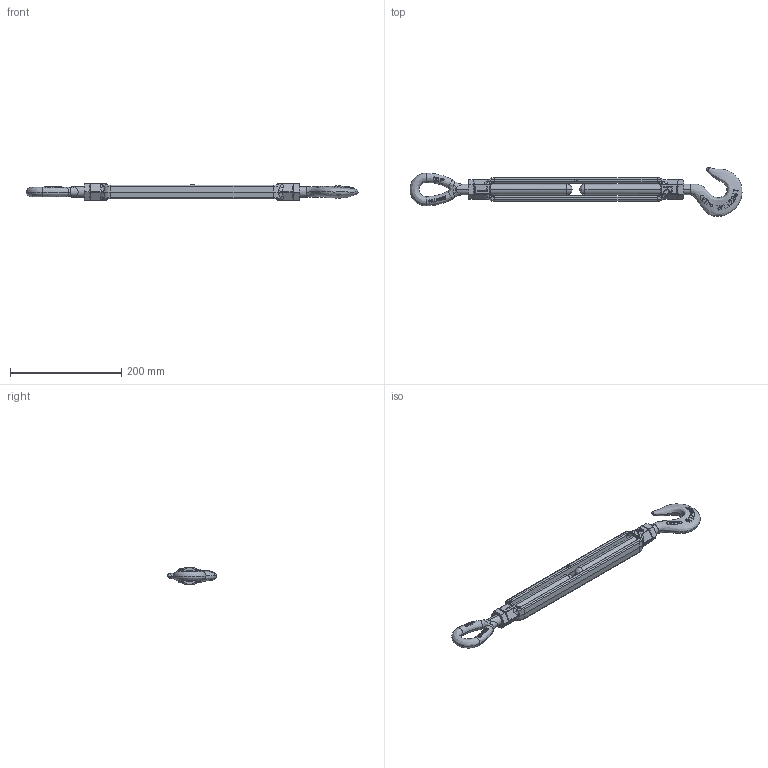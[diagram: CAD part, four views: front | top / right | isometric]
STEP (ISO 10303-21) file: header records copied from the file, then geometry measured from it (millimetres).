
FILE_DESCRIPTION(('STEP AP203'),'1');
FILE_NAME('SSGPHO1912.stp','2014-03-28T16:29:40',('TraceParts'),('TraceParts S.A.'),'XStep 1.0',' ',' ');
FILE_SCHEMA(('CONFIG_CONTROL_DESIGN'));
Length unit declared in the file: millimetre
Products named in the file (8): 1; 2; 3; 4; 5; 6; 7; 8
Bounding box: 597.54 x 87.99 x 32 mm (x, y, z)
Volume: 396385.8 mm3; surface area: 103606.7 mm2
Topology: 8 solids, 8 shells, 673 faces, 1740 edges, 1102 vertices
Faces by surface type: plane 263, bspline 251, cylinder 111, cone 48
Entity records: 36404 total; most frequent: CARTESIAN_POINT 22157, ORIENTED_EDGE 3468, DIRECTION 1985, EDGE_CURVE 1734, VERTEX_POINT 1102, B_SPLINE_CURVE_WITH_KNOTS 820, EDGE_LOOP 708, AXIS2_PLACEMENT_3D 684
